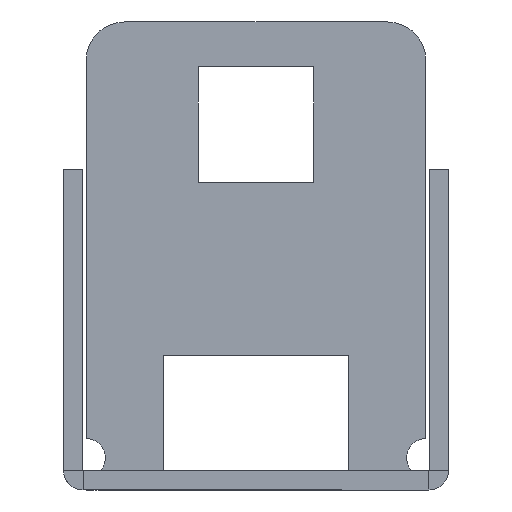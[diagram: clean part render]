
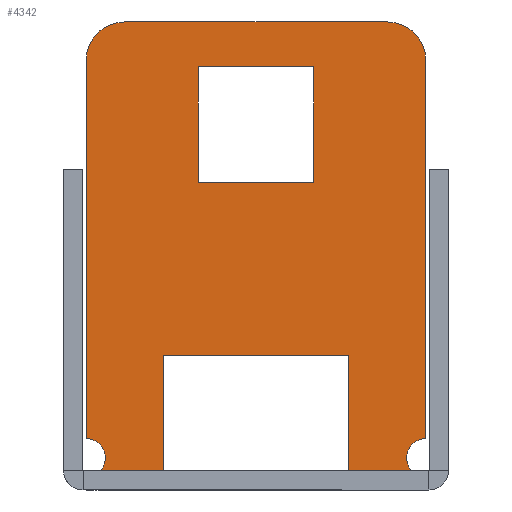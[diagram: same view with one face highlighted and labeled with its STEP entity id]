
A CAD part, left-side view. The second image highlights one B-rep face of the part: STEP entity #4342.
In plain terms, the highlighted planar face has unit normal (-1, 0, 0).
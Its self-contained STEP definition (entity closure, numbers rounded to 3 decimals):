
#572 = AXIS2_PLACEMENT_3D ( 'NONE', #12548, #12517, #12506 ) ;
#773 = AXIS2_PLACEMENT_3D ( 'NONE', #3319, #3030, #3031 ) ;
#774 = AXIS2_PLACEMENT_3D ( 'NONE', #3320, #3311, #3312 ) ;
#775 = AXIS2_PLACEMENT_3D ( 'NONE', #3330, #3303, #3304 ) ;
#779 = AXIS2_PLACEMENT_3D ( 'NONE', #3309, #3332, #3325 ) ;
#1150 = ORIENTED_EDGE ( 'NONE', *, *, #6236, .T. ) ;
#1166 = ORIENTED_EDGE ( 'NONE', *, *, #6235, .T. ) ;
#1179 = ORIENTED_EDGE ( 'NONE', *, *, #6226, .T. ) ;
#1194 = ORIENTED_EDGE ( 'NONE', *, *, #6237, .T. ) ;
#1213 = ORIENTED_EDGE ( 'NONE', *, *, #6222, .F. ) ;
#1228 = ORIENTED_EDGE ( 'NONE', *, *, #6234, .T. ) ;
#1243 = ORIENTED_EDGE ( 'NONE', *, *, #6228, .F. ) ;
#1256 = ORIENTED_EDGE ( 'NONE', *, *, #6230, .T. ) ;
#1270 = ORIENTED_EDGE ( 'NONE', *, *, #6224, .F. ) ;
#1285 = ORIENTED_EDGE ( 'NONE', *, *, #6239, .F. ) ;
#1301 = ORIENTED_EDGE ( 'NONE', *, *, #6206, .F. ) ;
#1321 = ORIENTED_EDGE ( 'NONE', *, *, #6240, .F. ) ;
#1337 = ORIENTED_EDGE ( 'NONE', *, *, #6211, .F. ) ;
#1353 = ORIENTED_EDGE ( 'NONE', *, *, #6241, .F. ) ;
#1372 = ORIENTED_EDGE ( 'NONE', *, *, #6217, .F. ) ;
#1388 = ORIENTED_EDGE ( 'NONE', *, *, #6242, .F. ) ;
#3029 = DIRECTION ( 'NONE',  ( 0., 0., 1. ) ) ;
#3030 = DIRECTION ( 'NONE',  ( -1., 0., 0. ) ) ;
#3031 = DIRECTION ( 'NONE',  ( 0., 0., -1. ) ) ;
#3232 = CARTESIAN_POINT ( 'NONE',  ( 321.25, 7.25, 10.5 ) ) ;
#3233 = DIRECTION ( 'NONE',  ( 0., 1., 0. ) ) ;
#3243 = CARTESIAN_POINT ( 'NONE',  ( 321.25, -13.25, 1.51 ) ) ;
#3244 = DIRECTION ( 'NONE',  ( 0., 1., 0. ) ) ;
#3269 = DIRECTION ( 'NONE',  ( 0., 0., -1. ) ) ;
#3270 = CARTESIAN_POINT ( 'NONE',  ( 321.25, 13.25, 36.5 ) ) ;
#3272 = CARTESIAN_POINT ( 'NONE',  ( 321.25, 4.5, 24. ) ) ;
#3280 = CARTESIAN_POINT ( 'NONE',  ( 321.25, -13.25, 1.51 ) ) ;
#3281 = DIRECTION ( 'NONE',  ( 0., 1., 0. ) ) ;
#3290 = CARTESIAN_POINT ( 'NONE',  ( 321.25, -13.25, 1.5 ) ) ;
#3295 = DIRECTION ( 'NONE',  ( 0., 0., 1. ) ) ;
#3299 = DIRECTION ( 'NONE',  ( 0., 1., 0. ) ) ;
#3300 = CARTESIAN_POINT ( 'NONE',  ( 321.25, -13.25, 36.5 ) ) ;
#3303 = DIRECTION ( 'NONE',  ( -1., 0., 0. ) ) ;
#3304 = DIRECTION ( 'NONE',  ( 0., 0., 1. ) ) ;
#3309 = CARTESIAN_POINT ( 'NONE',  ( 321.25, -10.25, 33.5 ) ) ;
#3310 = DIRECTION ( 'NONE',  ( 0., 0., -1. ) ) ;
#3311 = DIRECTION ( 'NONE',  ( -1., 0., 0. ) ) ;
#3312 = DIRECTION ( 'NONE',  ( 0., 0., 1. ) ) ;
#3313 = CARTESIAN_POINT ( 'NONE',  ( 321.25, 7.25, -15.5 ) ) ;
#3314 = CARTESIAN_POINT ( 'NONE',  ( 321.25, 4.5, 33. ) ) ;
#3318 = DIRECTION ( 'NONE',  ( 0., 0., 1. ) ) ;
#3319 = CARTESIAN_POINT ( 'NONE',  ( 321.25, -13.25, 2.504 ) ) ;
#3320 = CARTESIAN_POINT ( 'NONE',  ( 321.25, 13.25, 2.504 ) ) ;
#3322 = CARTESIAN_POINT ( 'NONE',  ( 321.25, -7.25, -15.5 ) ) ;
#3323 = CARTESIAN_POINT ( 'NONE',  ( 321.25, 4.5, 33. ) ) ;
#3324 = DIRECTION ( 'NONE',  ( 0., -1., 0. ) ) ;
#3325 = DIRECTION ( 'NONE',  ( 0., 0., 1. ) ) ;
#3326 = CARTESIAN_POINT ( 'NONE',  ( 321.25, -4.5, 33. ) ) ;
#3327 = DIRECTION ( 'NONE',  ( 0., 0., -1. ) ) ;
#3330 = CARTESIAN_POINT ( 'NONE',  ( 321.25, 10.25, 33.5 ) ) ;
#3331 = DIRECTION ( 'NONE',  ( 0., -1., 0. ) ) ;
#3332 = DIRECTION ( 'NONE',  ( -1., 0., 0. ) ) ;
#4342 = ADVANCED_FACE ( 'NONE', ( #8097, #8169 ), #12545, .T. ) ;
#5266 = EDGE_LOOP ( 'NONE', ( #1150, #1166, #1179, #1194 ) ) ;
#5357 = EDGE_LOOP ( 'NONE', ( #1213, #1228, #1243, #1256, #1270, #1285, #1301, #1321, #1337, #1353, #1372, #1388 ) ) ;
#6206 = EDGE_CURVE ( 'NONE', #9984, #9931, #10254, .T. ) ;
#6211 = EDGE_CURVE ( 'NONE', #9964, #9965, #10383, .T. ) ;
#6217 = EDGE_CURVE ( 'NONE', #9986, #9988, #10603, .T. ) ;
#6222 = EDGE_CURVE ( 'NONE', #9991, #10006, #10453, .T. ) ;
#6224 = EDGE_CURVE ( 'NONE', #9968, #9970, #10465, .T. ) ;
#6226 = EDGE_CURVE ( 'NONE', #10003, #10007, #10704, .T. ) ;
#6228 = EDGE_CURVE ( 'NONE', #9954, #9956, #10521, .T. ) ;
#6230 = EDGE_CURVE ( 'NONE', #9954, #9970, #10207, .T. ) ;
#6234 = EDGE_CURVE ( 'NONE', #9991, #9956, #10634, .T. ) ;
#6235 = EDGE_CURVE ( 'NONE', #10000, #10003, #10301, .T. ) ;
#6236 = EDGE_CURVE ( 'NONE', #9999, #10000, #10602, .T. ) ;
#6237 = EDGE_CURVE ( 'NONE', #10007, #9999, #10556, .T. ) ;
#6239 = EDGE_CURVE ( 'NONE', #9931, #9968, #10405, .T. ) ;
#6240 = EDGE_CURVE ( 'NONE', #9965, #9984, #10691, .T. ) ;
#6241 = EDGE_CURVE ( 'NONE', #9988, #9964, #10369, .T. ) ;
#6242 = EDGE_CURVE ( 'NONE', #10006, #9986, #10264, .T. ) ;
#8097 = FACE_BOUND ( 'NONE', #5266, .T. ) ;
#8169 = FACE_OUTER_BOUND ( 'NONE', #5357, .T. ) ;
#8897 = CARTESIAN_POINT ( 'NONE',  ( 321.25, 4.5, 24. ) ) ;
#8905 = CARTESIAN_POINT ( 'NONE',  ( 321.25, -12.127, 1.51 ) ) ;
#8908 = CARTESIAN_POINT ( 'NONE',  ( 321.25, 13.25, 4.004 ) ) ;
#8912 = CARTESIAN_POINT ( 'NONE',  ( 321.25, -10.25, 36.5 ) ) ;
#8914 = CARTESIAN_POINT ( 'NONE',  ( 321.25, 7.25, 10.5 ) ) ;
#9550 = CARTESIAN_POINT ( 'NONE',  ( 321.25, -13.25, 4.004 ) ) ;
#9559 = CARTESIAN_POINT ( 'NONE',  ( 321.25, 4.5, 33. ) ) ;
#9560 = CARTESIAN_POINT ( 'NONE',  ( 321.25, -4.5, 33. ) ) ;
#9562 = CARTESIAN_POINT ( 'NONE',  ( 321.25, -4.5, 24. ) ) ;
#9568 = CARTESIAN_POINT ( 'NONE',  ( 321.25, -7.25, 1.51 ) ) ;
#9570 = CARTESIAN_POINT ( 'NONE',  ( 321.25, -13.25, 33.5 ) ) ;
#9571 = CARTESIAN_POINT ( 'NONE',  ( 321.25, 7.25, 1.51 ) ) ;
#9574 = CARTESIAN_POINT ( 'NONE',  ( 321.25, 13.25, 33.5 ) ) ;
#9584 = CARTESIAN_POINT ( 'NONE',  ( 321.25, -7.25, 10.5 ) ) ;
#9595 = CARTESIAN_POINT ( 'NONE',  ( 321.25, 10.25, 36.5 ) ) ;
#9617 = CARTESIAN_POINT ( 'NONE',  ( 321.25, 12.127, 1.51 ) ) ;
#9931 = VERTEX_POINT ( 'NONE', #9617 ) ;
#9954 = VERTEX_POINT ( 'NONE', #9595 ) ;
#9956 = VERTEX_POINT ( 'NONE', #8912 ) ;
#9964 = VERTEX_POINT ( 'NONE', #9584 ) ;
#9965 = VERTEX_POINT ( 'NONE', #8914 ) ;
#9968 = VERTEX_POINT ( 'NONE', #8908 ) ;
#9970 = VERTEX_POINT ( 'NONE', #9574 ) ;
#9984 = VERTEX_POINT ( 'NONE', #9571 ) ;
#9986 = VERTEX_POINT ( 'NONE', #8905 ) ;
#9988 = VERTEX_POINT ( 'NONE', #9568 ) ;
#9991 = VERTEX_POINT ( 'NONE', #9570 ) ;
#9999 = VERTEX_POINT ( 'NONE', #9559 ) ;
#10000 = VERTEX_POINT ( 'NONE', #9560 ) ;
#10003 = VERTEX_POINT ( 'NONE', #9562 ) ;
#10006 = VERTEX_POINT ( 'NONE', #9550 ) ;
#10007 = VERTEX_POINT ( 'NONE', #8897 ) ;
#10207 = CIRCLE ( 'NONE', #775, 3. ) ;
#10219 = VECTOR ( 'NONE', #3269, 1000. ) ;
#10241 = VECTOR ( 'NONE', #3331, 1000. ) ;
#10254 = LINE ( 'NONE', #3243, #10431 ) ;
#10264 = CIRCLE ( 'NONE', #773, 1.5 ) ;
#10301 = LINE ( 'NONE', #3326, #10442 ) ;
#10357 = VECTOR ( 'NONE', #3029, 1000. ) ;
#10369 = LINE ( 'NONE', #3322, #10357 ) ;
#10383 = LINE ( 'NONE', #3232, #10705 ) ;
#10405 = CIRCLE ( 'NONE', #774, 1.5 ) ;
#10431 = VECTOR ( 'NONE', #3244, 1000. ) ;
#10442 = VECTOR ( 'NONE', #3327, 1000. ) ;
#10453 = LINE ( 'NONE', #3290, #10219 ) ;
#10465 = LINE ( 'NONE', #3270, #10533 ) ;
#10475 = VECTOR ( 'NONE', #3299, 1000. ) ;
#10521 = LINE ( 'NONE', #3300, #10241 ) ;
#10533 = VECTOR ( 'NONE', #3295, 1000. ) ;
#10544 = VECTOR ( 'NONE', #3318, 1000. ) ;
#10556 = LINE ( 'NONE', #3314, #10544 ) ;
#10590 = VECTOR ( 'NONE', #3324, 1000. ) ;
#10591 = VECTOR ( 'NONE', #3281, 1000. ) ;
#10602 = LINE ( 'NONE', #3323, #10590 ) ;
#10603 = LINE ( 'NONE', #3280, #10591 ) ;
#10634 = CIRCLE ( 'NONE', #779, 3. ) ;
#10680 = VECTOR ( 'NONE', #3310, 1000. ) ;
#10691 = LINE ( 'NONE', #3313, #10680 ) ;
#10704 = LINE ( 'NONE', #3272, #10475 ) ;
#10705 = VECTOR ( 'NONE', #3233, 1000. ) ;
#12506 = DIRECTION ( 'NONE',  ( 0., 0., 1. ) ) ;
#12517 = DIRECTION ( 'NONE',  ( -1., 0., 0. ) ) ;
#12545 = PLANE ( 'NONE',  #572 ) ;
#12548 = CARTESIAN_POINT ( 'NONE',  ( 321.25, 13.25, 1.5 ) ) ;
